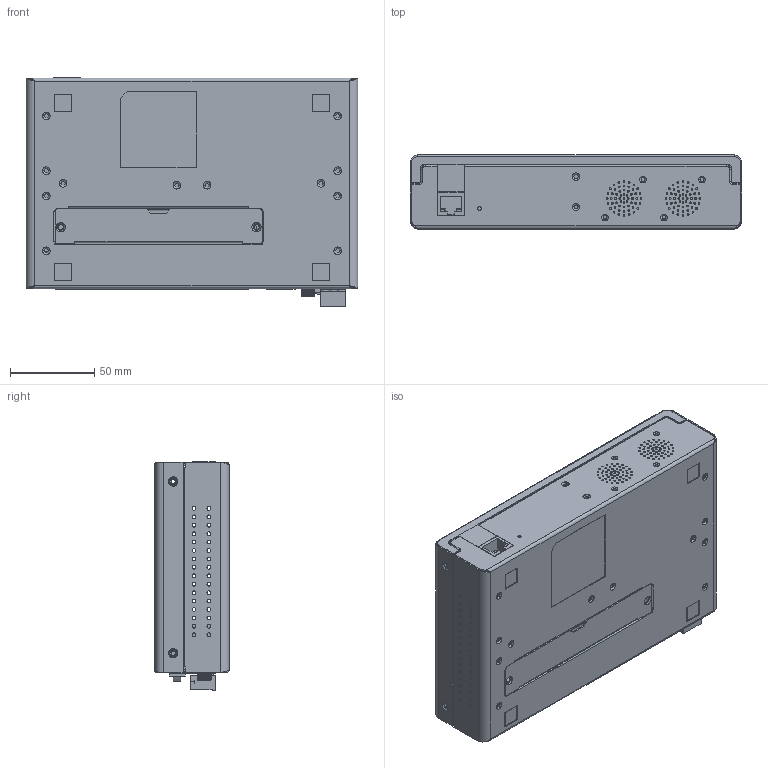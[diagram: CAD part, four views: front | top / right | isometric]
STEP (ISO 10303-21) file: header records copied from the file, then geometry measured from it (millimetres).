
FILE_DESCRIPTION((''),'2;1');
FILE_NAME('NPORT_5650_8_DT_J_ASM','2021-09-24T10:51:38',('BensonYC_Lee'),('PTC'),'CREO PARAMETRIC BY PTC INC, 2018020','CREO PARAMETRIC BY PTC INC, 2018020','');
FILE_SCHEMA(('AUTOMOTIVE_DESIGN { 1 0 10303 214 1 1 1 1 }'));
Products named in the file (73): 1601056501100-BC-NP5650-8-DT-J_AF0; MPCB_5650-8_AF0; RJ45-2-CONNECTOR__AF0; 1126007000800_PWR-JACK-THREAD; 1111000002200_TERBLOCK-M-3P; 1126005080600_RJ4510P8C_AF0; 1109000040700_TACKSW_AF0; 3PIN_WAFER_AF0; DM_SWITCH_AF0; DM_SWITCH_AF1; DM_SWITCH_AF2; DM_SWITCH_AF3; DM_SWITCH_AF4; DM_SWITCH_AF5; DM_SWITCH_AF6; DM_SWITCH_AF7; 1111000002500_TERMINAL_FM_3P; MPCB_5650-8_TOP; MPCB_5650-8_TOP2; 1115000000100_LCM_16X2_AF0; MPCB_5650_8_TOP2_AF0; 1126001215500_HR_2_F_2X15_DIP_AF0; 1126001211300_HR_2_F_2X11_DIP_AF0; 1106999994700_LED_GREN_3MM_AF0; 1106999994700_LED_GREN_3MM_AF1; 1106999994700_LED_GREN_3MM_AF2; 1106999994700_LED_GREN_3MM_AF3; 1106999994700_LED_GREN_3MM_AF4; 1106999994700_LED_GREN_3MM_AF5; 1106999994700_LED_GREN_3MM_AF6; 1106999994700_LED_GREN_3MM_AF7; 1106999994700_LED_GREN_3MM_AF8; 1106999994700_LED_GREN_3MM_AF9; 1106999994700_LED_GREN_3MM_AF10; 1106999994700_LED_GREN_3MM_AF11; 1106999994700_LED_GREN_3MM_AF12; 1106999994700_LED_GREN_3MM_AF13; 1106999994700_LED_GREN_3MM_AF14; 1106999994700_LED_GREN_3MM_AF15; 1106999994700_LED_GREN_3MM_AF16 ...
Assembly tree (74 placements, depth 4):
  NPORT_5650_8_DT_J_ASM
    1601056501100-BC-NP5650-8-DT-J_AF0
    MPCB_5650-8_DT_J_ASM_AF0_ASM
      MPCB_5650-8_AF0
      RJ45-2-CONNECTOR__AF0
      1126007000800_PWR-JACK-THREAD
      1111000002200_TERBLOCK-M-3P
      1126005080600_RJ4510P8C_AF0
      1109000040700_TACKSW_AF0
      3PIN_WAFER_AF0
      DM_SWITCH_AF0
      DM_SWITCH_AF1
      DM_SWITCH_AF2
      DM_SWITCH_AF3
      DM_SWITCH_AF4
      DM_SWITCH_AF5
      DM_SWITCH_AF6
      DM_SWITCH_AF7
      1111000002500_TERMINAL_FM_3P
      MPCB_5650-8_TOP
      MPCB_5650-8_TOP2
      PWBA-NPORT-5650-8-DT-TOP2_AF0_ASM
        MPCB_5650-8_TOP2
        1115000000100_LCM_16X2_AF0
        MPCB_5650_8_TOP2_AF0
        1126001215500_HR_2_F_2X15_DIP_AF0
        1126001211300_HR_2_F_2X11_DIP_AF0
        1106999994700_LED_GREN_3MM_AF0
        1106999994700_LED_GREN_3MM_AF1
        1106999994700_LED_GREN_3MM_AF2
        1106999994700_LED_GREN_3MM_AF3
        1106999994700_LED_GREN_3MM_AF4
        1106999994700_LED_GREN_3MM_AF5
        1106999994700_LED_GREN_3MM_AF6
        1106999994700_LED_GREN_3MM_AF7
        1106999994700_LED_GREN_3MM_AF8
        1106999994700_LED_GREN_3MM_AF9
        1106999994700_LED_GREN_3MM_AF10
        1106999994700_LED_GREN_3MM_AF11
        1106999994700_LED_GREN_3MM_AF12
        1106999994700_LED_GREN_3MM_AF13
        1106999994700_LED_GREN_3MM_AF14
        1106999994700_LED_GREN_3MM_AF15
        1106999994700_LED_GREN_3MM_AF16
        1106999994700_LED_GREN_3MM_AF17
        1106999994700_LED_RED_3MM_AF0
        1106999994700_LED_RED_3MM_AF1
        110699999A400_LED_YELLOW_3MM_AF0
        110699999A400_LED_YELLOW_3MM_AF1
        110699999A400_LED_YELLOW_3MM_AF2
        110699999A400_LED_YELLOW_3MM_AF3
        110699999A400_LED_YELLOW_3MM_AF4
        110699999A400_LED_YELLOW_3MM_AF5
        110699999A400_LED_YELLOW_3MM_AF6
        110699999A400_LED_YELLOW_3MM_AF7
      MPCB_NPORT_5650_8_DT_TOP_AF0_ASM
        MPCB_5650-8_TOP
        1126001216100_HR_2_F_2X16_DIP_AF0
        1126001216100_HR_2_F_2X16_DIP_AF1
        1126001216100_HR_2_F_2X16_DIP_AF2
Bounding box: 197 x 44 x 135.7 mm (x, y, z)
Volume: 122741.2 mm3; surface area: 198525.8 mm2
Topology: 112 solids, 112 shells, 2787 faces, 6623 edges, 4247 vertices
Faces by surface type: plane 1485, cylinder 1112, torus 94, bspline 76, cone 20
Entity records: 99241 total; most frequent: CARTESIAN_POINT 17685, DIRECTION 14962, ORIENTED_EDGE 13246, EDGE_CURVE 6623, AXIS2_PLACEMENT_3D 5490, VERTEX_POINT 4247, VECTOR 3982, LINE 3982
